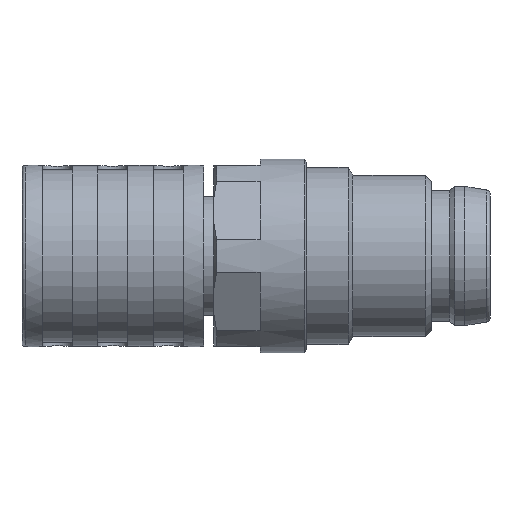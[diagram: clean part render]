
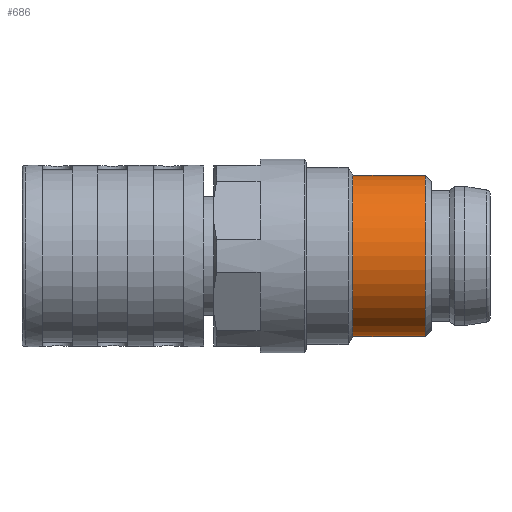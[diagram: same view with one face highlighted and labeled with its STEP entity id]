
A CAD part, front view. The second image highlights one B-rep face of the part: STEP entity #686.
In plain terms, the highlighted cylindrical face has radius 4 mm (diameter 8 mm), a full revolution.
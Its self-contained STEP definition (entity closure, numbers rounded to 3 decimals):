
#686=ADVANCED_FACE('',(#828,#829),#777,.T.);
#777=CYLINDRICAL_SURFACE('',#2444,4.);
#828=FACE_BOUND('',#973,.T.);
#829=FACE_BOUND('',#974,.T.);
#973=EDGE_LOOP('',(#1443));
#974=EDGE_LOOP('',(#1444));
#1443=ORIENTED_EDGE('',*,*,#2059,.F.);
#1444=ORIENTED_EDGE('',*,*,#2060,.T.);
#1787=VERTEX_POINT('',#3839);
#1788=VERTEX_POINT('',#3842);
#2059=EDGE_CURVE('',#1787,#1787,#2222,.T.);
#2060=EDGE_CURVE('',#1788,#1788,#2223,.T.);
#2222=CIRCLE('',#2441,4.);
#2223=CIRCLE('',#2443,4.);
#2441=AXIS2_PLACEMENT_3D('',#3838,#2964,#2965);
#2443=AXIS2_PLACEMENT_3D('',#3841,#2968,#2969);
#2444=AXIS2_PLACEMENT_3D('',#3843,#2970,#2971);
#2964=DIRECTION('',(-1.,0.,0.));
#2965=DIRECTION('',(0.,0.,1.));
#2968=DIRECTION('',(-1.,0.,0.));
#2969=DIRECTION('',(0.,0.,1.));
#2970=DIRECTION('',(-1.,0.,0.));
#2971=DIRECTION('',(0.,0.,-1.));
#3838=CARTESIAN_POINT('',(88.65,20.65,7.1));
#3839=CARTESIAN_POINT('',(88.65,20.65,11.1));
#3841=CARTESIAN_POINT('',(92.25,20.65,7.1));
#3842=CARTESIAN_POINT('',(92.25,20.65,11.1));
#3843=CARTESIAN_POINT('',(82.05,20.65,7.1));
